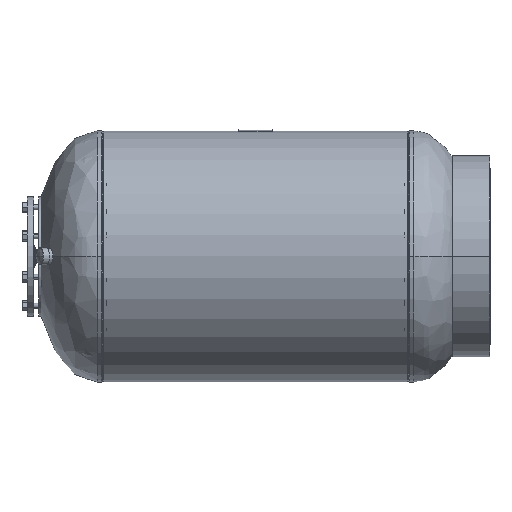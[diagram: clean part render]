
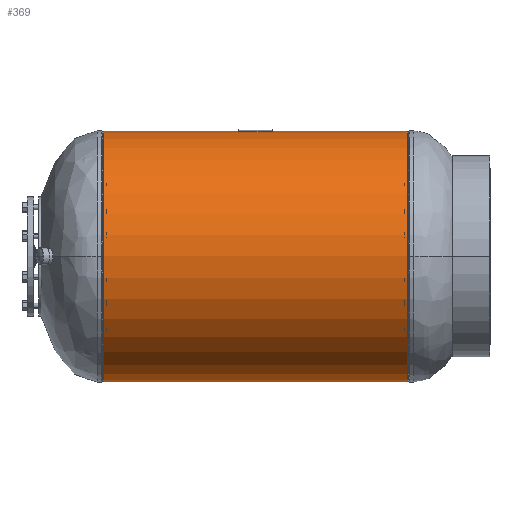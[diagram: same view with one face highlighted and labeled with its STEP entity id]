
A CAD part, left-side view. The second image highlights one B-rep face of the part: STEP entity #369.
In plain terms, the highlighted cylindrical face has radius 380.009 mm (diameter 760.019 mm), a partial arc.
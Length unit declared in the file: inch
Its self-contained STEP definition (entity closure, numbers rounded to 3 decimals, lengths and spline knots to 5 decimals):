
#131 = CARTESIAN_POINT ( 'NONE',  ( 0., 0., -14.961 ) ) ;
#369 = ADVANCED_FACE ( 'NONE', ( #17107 ), #6862, .T. ) ;
#2225 = DIRECTION ( 'NONE',  ( 0., 0., 1. ) ) ;
#2865 = ORIENTED_EDGE ( 'NONE', *, *, #13043, .T. ) ;
#4245 = CARTESIAN_POINT ( 'NONE',  ( 0., 36.25, 0. ) ) ;
#4913 = VERTEX_POINT ( 'NONE', #6546 ) ;
#5253 = CIRCLE ( 'NONE', #7392, 14.961 ) ;
#6027 = CARTESIAN_POINT ( 'NONE',  ( 0., 0., 14.961 ) ) ;
#6362 = DIRECTION ( 'NONE',  ( 0., 1., 0. ) ) ;
#6529 = LINE ( 'NONE', #6027, #29245 ) ;
#6546 = CARTESIAN_POINT ( 'NONE',  ( 0., 36.25, 14.961 ) ) ;
#6811 = AXIS2_PLACEMENT_3D ( 'NONE', #29700, #8742, #27486 ) ;
#6862 = CYLINDRICAL_SURFACE ( 'NONE', #6811, 14.961 ) ;
#7275 = DIRECTION ( 'NONE',  ( 0., 0., 1. ) ) ;
#7392 = AXIS2_PLACEMENT_3D ( 'NONE', #4245, #15117, #7275 ) ;
#8742 = DIRECTION ( 'NONE',  ( 0., 1., 0. ) ) ;
#8981 = ORIENTED_EDGE ( 'NONE', *, *, #24195, .F. ) ;
#10943 = VERTEX_POINT ( 'NONE', #131 ) ;
#11776 = CARTESIAN_POINT ( 'NONE',  ( 0., 0., 14.961 ) ) ;
#13043 = EDGE_CURVE ( 'NONE', #10943, #30570, #28804, .T. ) ;
#15117 = DIRECTION ( 'NONE',  ( 0., 1., 0. ) ) ;
#15602 = EDGE_CURVE ( 'NONE', #30570, #4913, #6529, .T. ) ;
#15702 = ORIENTED_EDGE ( 'NONE', *, *, #30218, .F. ) ;
#15738 = AXIS2_PLACEMENT_3D ( 'NONE', #29695, #6362, #2225 ) ;
#17107 = FACE_OUTER_BOUND ( 'NONE', #25286, .T. ) ;
#21867 = DIRECTION ( 'NONE',  ( 0., 1., 0. ) ) ;
#23171 = ORIENTED_EDGE ( 'NONE', *, *, #15602, .T. ) ;
#23414 = CARTESIAN_POINT ( 'NONE',  ( 0., 0., -14.961 ) ) ;
#24195 = EDGE_CURVE ( 'NONE', #29268, #4913, #5253, .T. ) ;
#25286 = EDGE_LOOP ( 'NONE', ( #2865, #23171, #8981, #15702 ) ) ;
#26401 = CARTESIAN_POINT ( 'NONE',  ( 0., 36.25, -14.961 ) ) ;
#27486 = DIRECTION ( 'NONE',  ( 0., 0., 1. ) ) ;
#27681 = LINE ( 'NONE', #23414, #30004 ) ;
#28804 = CIRCLE ( 'NONE', #15738, 14.961 ) ;
#29245 = VECTOR ( 'NONE', #21867, 39.37008 ) ;
#29268 = VERTEX_POINT ( 'NONE', #26401 ) ;
#29695 = CARTESIAN_POINT ( 'NONE',  ( 0., 0., 0. ) ) ;
#29700 = CARTESIAN_POINT ( 'NONE',  ( 0., 0., 0. ) ) ;
#30004 = VECTOR ( 'NONE', #33146, 39.37008 ) ;
#30218 = EDGE_CURVE ( 'NONE', #10943, #29268, #27681, .T. ) ;
#30570 = VERTEX_POINT ( 'NONE', #11776 ) ;
#33146 = DIRECTION ( 'NONE',  ( 0., 1., 0. ) ) ;
